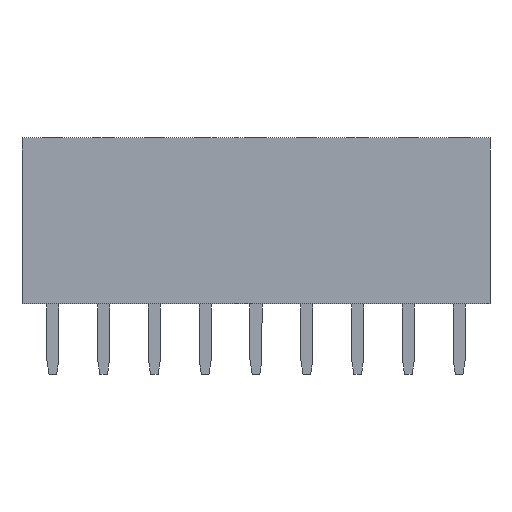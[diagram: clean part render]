
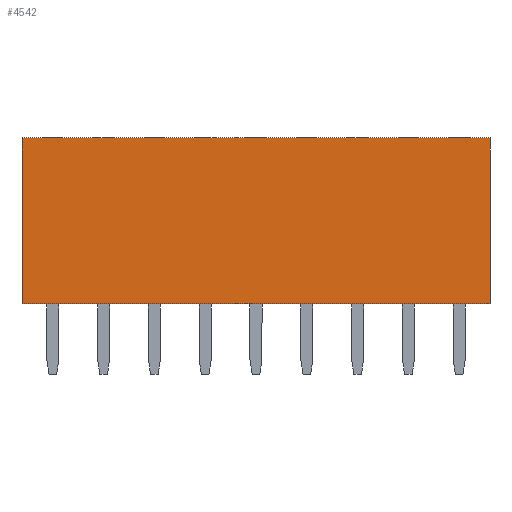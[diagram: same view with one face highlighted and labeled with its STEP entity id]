
A CAD part, front view. The second image highlights one B-rep face of the part: STEP entity #4542.
In plain terms, the highlighted planar face has unit normal (0, -1, 0).
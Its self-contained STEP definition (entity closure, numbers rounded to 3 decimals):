
#33 = LINE ( 'NONE', #6880, #6356 ) ;
#359 = CARTESIAN_POINT ( 'NONE',  ( 10.168, -1.25, 8.318 ) ) ;
#425 = EDGE_CURVE ( 'NONE', #7009, #8203, #1074, .T. ) ;
#478 = EDGE_CURVE ( 'NONE', #8203, #6120, #33, .T. ) ;
#588 = VERTEX_POINT ( 'NONE', #2677 ) ;
#938 = ORIENTED_EDGE ( 'NONE', *, *, #3707, .F. ) ;
#1074 = LINE ( 'NONE', #4196, #5005 ) ;
#1643 = LINE ( 'NONE', #359, #2246 ) ;
#1904 = LINE ( 'NONE', #6470, #7336 ) ;
#2246 = VECTOR ( 'NONE', #2841, 1000. ) ;
#2556 = EDGE_LOOP ( 'NONE', ( #4721, #8002, #5476, #938 ) ) ;
#2677 = CARTESIAN_POINT ( 'NONE',  ( -1.532, -1.25, 8.318 ) ) ;
#2841 = DIRECTION ( 'NONE',  ( 1., 0., 0. ) ) ;
#3707 = EDGE_CURVE ( 'NONE', #6120, #588, #1904, .T. ) ;
#4044 = CARTESIAN_POINT ( 'NONE',  ( 21.868, -1.25, 0.018 ) ) ;
#4196 = CARTESIAN_POINT ( 'NONE',  ( 21.868, -1.25, 4.168 ) ) ;
#4434 = CARTESIAN_POINT ( 'NONE',  ( 10.168, -1.25, 4.168 ) ) ;
#4542 = ADVANCED_FACE ( 'NONE', ( #5097 ), #5776, .F. ) ;
#4560 = DIRECTION ( 'NONE',  ( 0., 1., 0. ) ) ;
#4721 = ORIENTED_EDGE ( 'NONE', *, *, #478, .F. ) ;
#5005 = VECTOR ( 'NONE', #6015, 1000. ) ;
#5097 = FACE_OUTER_BOUND ( 'NONE', #2556, .T. ) ;
#5405 = EDGE_CURVE ( 'NONE', #588, #7009, #1643, .T. ) ;
#5476 = ORIENTED_EDGE ( 'NONE', *, *, #5405, .F. ) ;
#5593 = AXIS2_PLACEMENT_3D ( 'NONE', #4434, #4560, #7123 ) ;
#5776 = PLANE ( 'NONE',  #5593 ) ;
#6015 = DIRECTION ( 'NONE',  ( 0., 0., -1. ) ) ;
#6120 = VERTEX_POINT ( 'NONE', #6609 ) ;
#6356 = VECTOR ( 'NONE', #7509, 1000. ) ;
#6470 = CARTESIAN_POINT ( 'NONE',  ( -1.532, -1.25, 4.168 ) ) ;
#6570 = CARTESIAN_POINT ( 'NONE',  ( 21.868, -1.25, 8.318 ) ) ;
#6609 = CARTESIAN_POINT ( 'NONE',  ( -1.532, -1.25, 0.018 ) ) ;
#6880 = CARTESIAN_POINT ( 'NONE',  ( 10.168, -1.25, 0.018 ) ) ;
#7009 = VERTEX_POINT ( 'NONE', #6570 ) ;
#7015 = DIRECTION ( 'NONE',  ( 0., 0., 1. ) ) ;
#7123 = DIRECTION ( 'NONE',  ( 0., 0., 1. ) ) ;
#7336 = VECTOR ( 'NONE', #7015, 1000. ) ;
#7509 = DIRECTION ( 'NONE',  ( -1., 0., 0. ) ) ;
#8002 = ORIENTED_EDGE ( 'NONE', *, *, #425, .F. ) ;
#8203 = VERTEX_POINT ( 'NONE', #4044 ) ;
